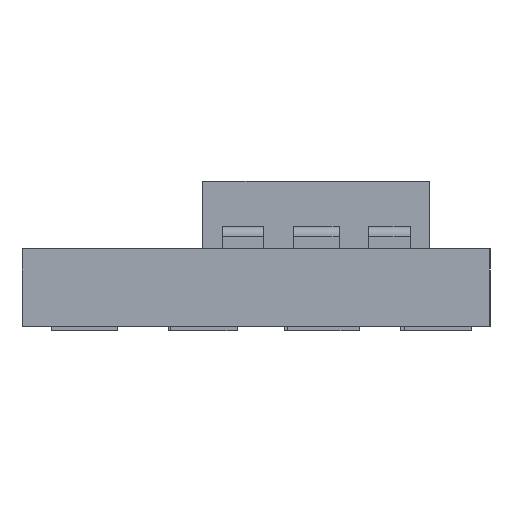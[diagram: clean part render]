
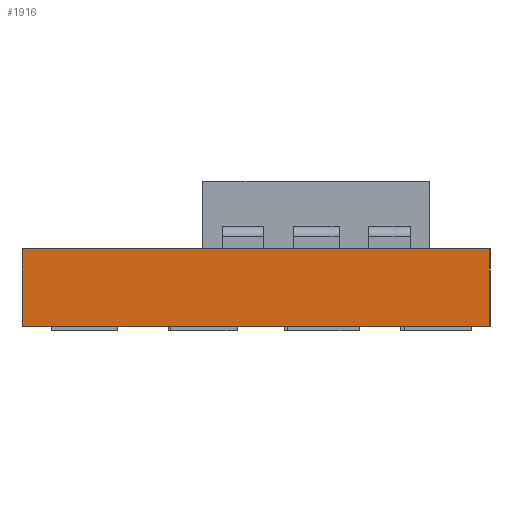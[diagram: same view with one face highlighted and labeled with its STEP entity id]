
A CAD part, left-side view. The second image highlights one B-rep face of the part: STEP entity #1916.
In plain terms, the highlighted face is planar.
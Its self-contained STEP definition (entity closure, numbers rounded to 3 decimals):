
#142=FACE_OUTER_BOUND('',#250,.T.);
#250=EDGE_LOOP('',(#1236,#1237,#1238,#1239));
#363=LINE('',#2793,#582);
#364=LINE('',#2795,#583);
#365=LINE('',#2797,#584);
#366=LINE('',#2798,#585);
#582=VECTOR('',#2241,10.22);
#583=VECTOR('',#2242,1.69);
#584=VECTOR('',#2243,10.22);
#585=VECTOR('',#2244,1.69);
#801=VERTEX_POINT('',#2791);
#802=VERTEX_POINT('',#2792);
#803=VERTEX_POINT('',#2794);
#804=VERTEX_POINT('',#2796);
#975=EDGE_CURVE('',#801,#802,#363,.T.);
#976=EDGE_CURVE('',#803,#802,#364,.T.);
#977=EDGE_CURVE('',#804,#803,#365,.T.);
#978=EDGE_CURVE('',#804,#801,#366,.T.);
#1236=ORIENTED_EDGE('',*,*,#975,.T.);
#1237=ORIENTED_EDGE('',*,*,#976,.F.);
#1238=ORIENTED_EDGE('',*,*,#977,.F.);
#1239=ORIENTED_EDGE('',*,*,#978,.T.);
#1758=PLANE('',#2070);
#1916=ADVANCED_FACE('',(#142),#1758,.F.);
#2070=AXIS2_PLACEMENT_3D('',#2790,#2239,#2240);
#2239=DIRECTION('center_axis',(-1.,0.,0.));
#2240=DIRECTION('ref_axis',(0.,0.,1.));
#2241=DIRECTION('',(0.,0.,-1.));
#2242=DIRECTION('',(0.,-1.,0.));
#2243=DIRECTION('',(0.,0.,-1.));
#2244=DIRECTION('',(0.,-1.,0.));
#2790=CARTESIAN_POINT('Origin',(25.55,0.845,5.11));
#2791=CARTESIAN_POINT('',(25.55,-0.845,5.11));
#2792=CARTESIAN_POINT('',(25.55,-0.845,-5.11));
#2793=CARTESIAN_POINT('',(25.55,-0.845,5.11));
#2794=CARTESIAN_POINT('',(25.55,0.845,-5.11));
#2795=CARTESIAN_POINT('',(25.55,0.845,-5.11));
#2796=CARTESIAN_POINT('',(25.55,0.845,5.11));
#2797=CARTESIAN_POINT('',(25.55,0.845,5.11));
#2798=CARTESIAN_POINT('',(25.55,0.845,5.11));
